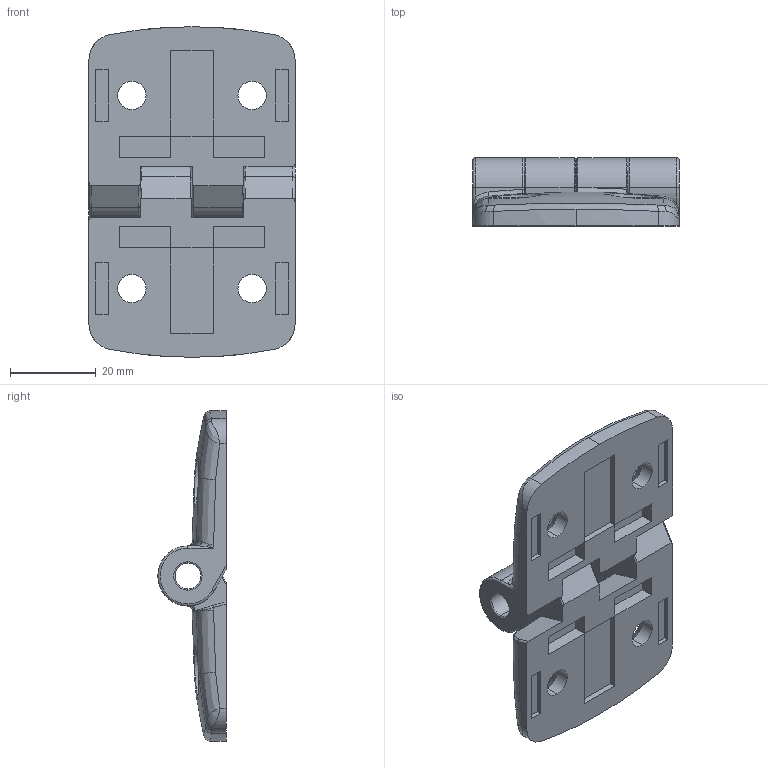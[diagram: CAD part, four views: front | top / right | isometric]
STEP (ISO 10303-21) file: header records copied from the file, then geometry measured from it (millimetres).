
FILE_DESCRIPTION (( 'STEP AP214' ), '1' );
FILE_NAME ('095k4040f00.STEP', '2014-08-13T12:04:40', ( '' ), ( '' ), 'SwSTEP 2.0', 'SolidWorks 2014', '' );
FILE_SCHEMA (( 'AUTOMOTIVE_DESIGN' ));
Length unit declared in the file: millimetre
Products named in the file (2): 095k40f00_095 k 40 f00; 095k4040f00
Assembly tree (2 placements, depth 2):
  095k4040f00
    095k40f00_095 k 40 f00  x2
Bounding box: 48 x 15.9 x 77 mm (x, y, z)
Volume: 23291.5 mm3; surface area: 12116.7 mm2
Topology: 2 solids, 2 shells, 206 faces, 526 edges, 324 vertices
Faces by surface type: plane 74, cylinder 56, bspline 46, torus 22, cone 8
Entity records: 4262 total; most frequent: CARTESIAN_POINT 1900, ORIENTED_EDGE 520, DIRECTION 423, EDGE_CURVE 260, VERTEX_POINT 162, AXIS2_PLACEMENT_3D 154, LINE 115, VECTOR 115
